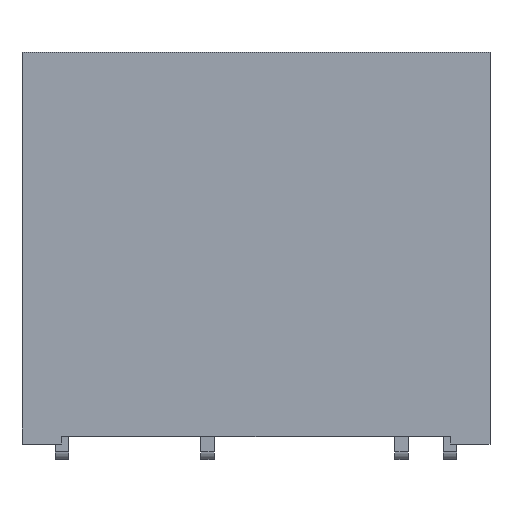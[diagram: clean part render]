
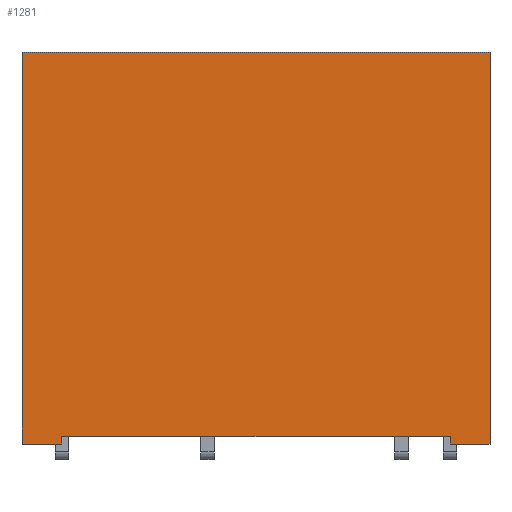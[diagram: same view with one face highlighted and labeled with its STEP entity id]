
A CAD part, top view. The second image highlights one B-rep face of the part: STEP entity #1281.
In plain terms, the highlighted planar face has unit normal (0, 0, 1).
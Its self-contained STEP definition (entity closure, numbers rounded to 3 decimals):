
#42=FACE_OUTER_BOUND('',#117,.T.);
#117=EDGE_LOOP('',(#845,#846,#847,#848,#849,#850,#851,#852));
#194=LINE('',#1809,#367);
#195=LINE('',#1811,#368);
#196=LINE('',#1813,#369);
#197=LINE('',#1815,#370);
#198=LINE('',#1817,#371);
#199=LINE('',#1819,#372);
#200=LINE('',#1821,#373);
#201=LINE('',#1822,#374);
#367=VECTOR('',#1464,1000.);
#368=VECTOR('',#1465,1000.);
#369=VECTOR('',#1466,1000.);
#370=VECTOR('',#1467,1000.);
#371=VECTOR('',#1468,1000.);
#372=VECTOR('',#1469,1000.);
#373=VECTOR('',#1470,1000.);
#374=VECTOR('',#1471,1000.);
#540=VERTEX_POINT('',#1807);
#541=VERTEX_POINT('',#1808);
#542=VERTEX_POINT('',#1810);
#543=VERTEX_POINT('',#1812);
#544=VERTEX_POINT('',#1814);
#545=VERTEX_POINT('',#1816);
#546=VERTEX_POINT('',#1818);
#547=VERTEX_POINT('',#1820);
#662=EDGE_CURVE('',#540,#541,#194,.T.);
#663=EDGE_CURVE('',#542,#540,#195,.T.);
#664=EDGE_CURVE('',#543,#542,#196,.T.);
#665=EDGE_CURVE('',#544,#543,#197,.T.);
#666=EDGE_CURVE('',#545,#544,#198,.T.);
#667=EDGE_CURVE('',#546,#545,#199,.T.);
#668=EDGE_CURVE('',#547,#546,#200,.T.);
#669=EDGE_CURVE('',#541,#547,#201,.T.);
#845=ORIENTED_EDGE('',*,*,#662,.F.);
#846=ORIENTED_EDGE('',*,*,#663,.F.);
#847=ORIENTED_EDGE('',*,*,#664,.F.);
#848=ORIENTED_EDGE('',*,*,#665,.F.);
#849=ORIENTED_EDGE('',*,*,#666,.F.);
#850=ORIENTED_EDGE('',*,*,#667,.F.);
#851=ORIENTED_EDGE('',*,*,#668,.F.);
#852=ORIENTED_EDGE('',*,*,#669,.F.);
#1211=PLANE('',#1375);
#1281=ADVANCED_FACE('',(#42),#1211,.F.);
#1375=AXIS2_PLACEMENT_3D('',#1806,#1462,#1463);
#1462=DIRECTION('center_axis',(0.,0.,
-1.));
#1463=DIRECTION('ref_axis',(-1.,0.,0.));
#1464=DIRECTION('',(0.,-1.,0.));
#1465=DIRECTION('',(-1.,0.,0.));
#1466=DIRECTION('',(0.,1.,0.));
#1467=DIRECTION('',(-1.,0.,0.));
#1468=DIRECTION('',(0.,-1.,0.));
#1469=DIRECTION('',(1.,0.,0.));
#1470=DIRECTION('',(0.,1.,0.));
#1471=DIRECTION('',(-1.,0.,0.));
#1806=CARTESIAN_POINT('Origin',(-12.25,20.5,2.75));
#1807=CARTESIAN_POINT('',(-10.16,0.4,2.75));
#1808=CARTESIAN_POINT('',(-10.16,0.,2.75));
#1809=CARTESIAN_POINT('',(-10.16,20.5,2.75));
#1810=CARTESIAN_POINT('',(10.16,0.4,2.75));
#1811=CARTESIAN_POINT('',(-12.25,0.4,2.75));
#1812=CARTESIAN_POINT('',(10.16,0.,2.75));
#1813=CARTESIAN_POINT('',(10.16,20.5,2.75));
#1814=CARTESIAN_POINT('',(12.25,0.,2.75));
#1815=CARTESIAN_POINT('',(-12.25,0.,2.75));
#1816=CARTESIAN_POINT('',(12.25,20.5,2.75));
#1817=CARTESIAN_POINT('',(12.25,20.5,2.75));
#1818=CARTESIAN_POINT('',(-12.25,20.5,2.75));
#1819=CARTESIAN_POINT('',(-12.25,20.5,2.75));
#1820=CARTESIAN_POINT('',(-12.25,0.,2.75));
#1821=CARTESIAN_POINT('',(-12.25,20.5,2.75));
#1822=CARTESIAN_POINT('',(-12.25,0.,2.75));
